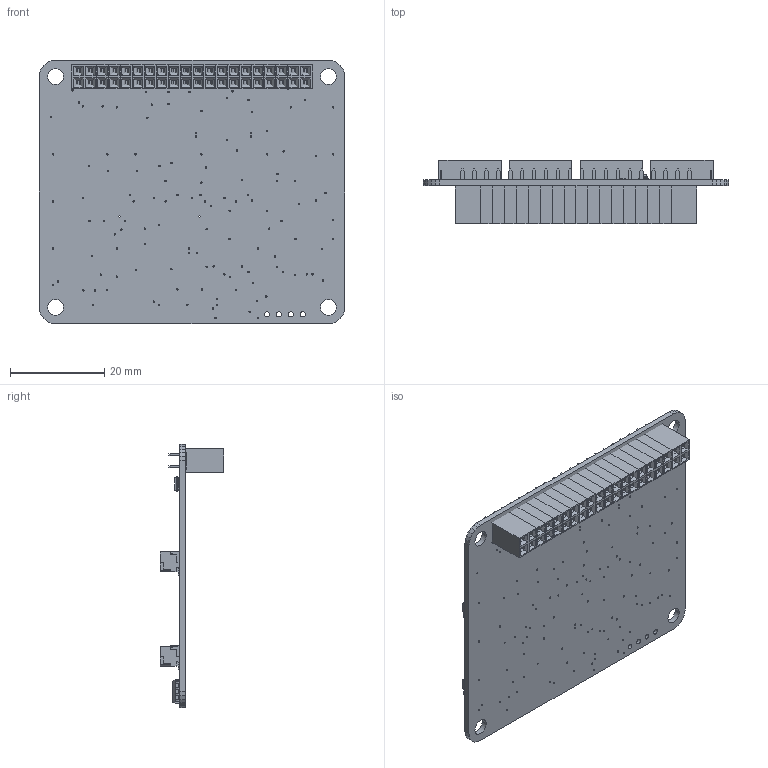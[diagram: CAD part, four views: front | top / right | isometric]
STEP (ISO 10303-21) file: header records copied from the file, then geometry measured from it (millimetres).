
FILE_DESCRIPTION (( 'STEP AP214' ), '1' );
FILE_NAME ('NSE-1121-1.step', '2020-11-02T02:31:38', ( '' ), ( '' ), 'SwSTEP 2.0', 'SolidWorks 2016', '' );
FILE_SCHEMA (( 'AUTOMOTIVE_DESIGN' ));
Length unit declared in the file: millimetre
Products named in the file (10): NSE-1121-1; hdrf-2x20t_2.54x2.54_51x5; soic-8_150mil; rescax-8_1x2x0.5; CON-1012-8; sot23; res_0603; NSE-1121-1_imported; Board_NSE-1121-1; cap_0603
Assembly tree (18 placements, depth 3):
  NSE-1121-1
    NSE-1121-1_imported
      Board_NSE-1121-1
      cap_0603
      sot23
      hdrf-2x20t_2.54x2.54_51x5
      CON-1012-8  x8
      rescax-8_1x2x0.5
      res_0603  x3
      soic-8_150mil
Bounding box: 65 x 13.6 x 56 mm (x, y, z)
Volume: 7291.1 mm3; surface area: 16971 mm2
Topology: 125 solids, 125 shells, 4739 faces, 12931 edges, 8495 vertices
Faces by surface type: plane 4267, cylinder 418, bspline 54
Entity records: 101134 total; most frequent: CARTESIAN_POINT 14689, ORIENTED_EDGE 12718, DIRECTION 11863, EDGE_CURVE 6359, VECTOR 5403, LINE 5403, VERTEX_POINT 4139, AXIS2_PLACEMENT_3D 3230
